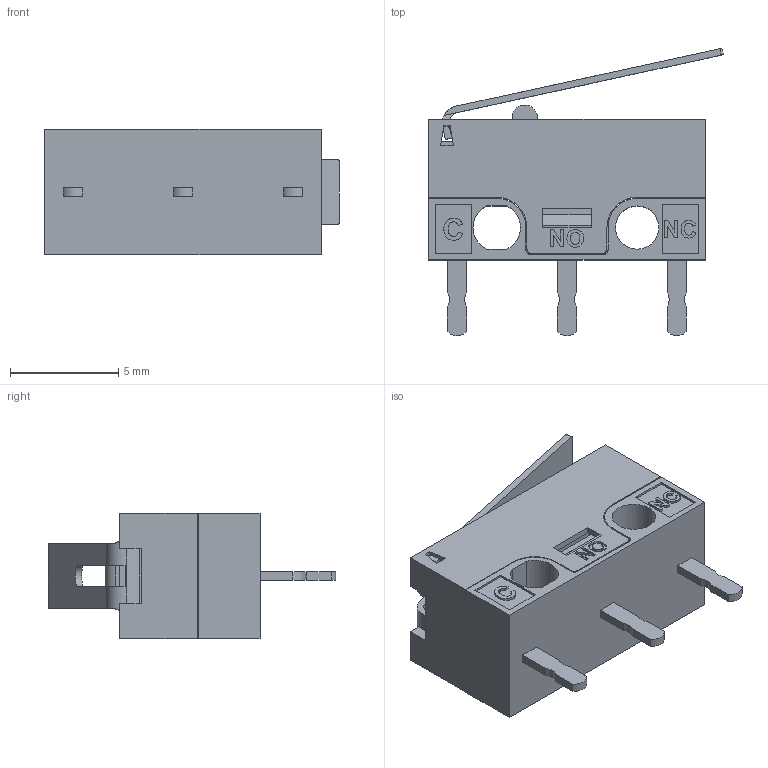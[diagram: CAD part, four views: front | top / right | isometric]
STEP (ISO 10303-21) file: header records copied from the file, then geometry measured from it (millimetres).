
FILE_DESCRIPTION(/* description */ (''),/* implementation_level */ '2;1');
FILE_NAME(/* name */ 'D2F_L.step',/* time_stamp */ '2023-06-13T08:01:03-07:00',/* author */ (''),/* organization */ (''),/* preprocessor_version */ 'ST-DEVELOPER v19.2',/* originating_system */ 'Autodesk Translation Framework v12.6.0.85',/* authorisation */ '');
FILE_SCHEMA (('AUTOMOTIVE_DESIGN { 1 0 10303 214 3 1 1 }'));
Length unit declared in the file: millimetre
Products named in the file (5): (Unsaved); D2F_L_Body; D2F_L_Lever; D2F_L_Button; D2F_L_Pins
Assembly tree (4 placements, depth 2):
  (Unsaved)
    D2F_L_Body
    D2F_L_Lever
    D2F_L_Button
    D2F_L_Pins
Bounding box: 13.64 x 13.29 x 5.8 mm (x, y, z)
Volume: 241.6 mm3; surface area: 952.6 mm2
Topology: 7 solids, 7 shells, 272 faces, 747 edges, 490 vertices
Faces by surface type: plane 184, bspline 50, cylinder 38
Full cylindrical faces by diameter (mm): 2 x1
Entity records: 9361 total; most frequent: CARTESIAN_POINT 2515, ORIENTED_EDGE 1494, DIRECTION 1187, EDGE_CURVE 747, LINE 557, VECTOR 557, VERTEX_POINT 490, AXIS2_PLACEMENT_3D 315
